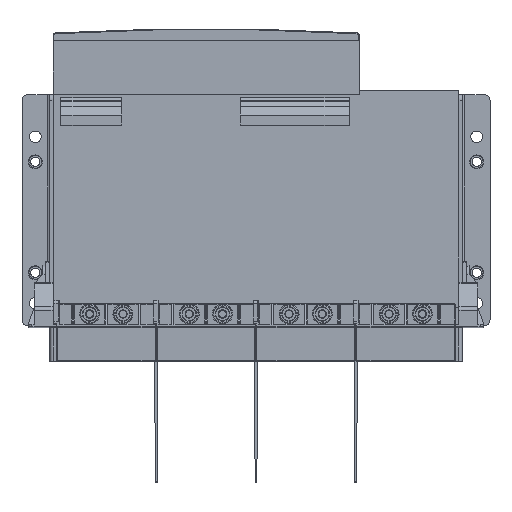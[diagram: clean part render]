
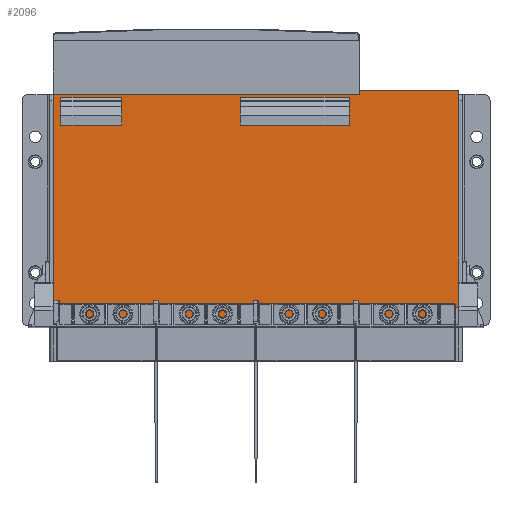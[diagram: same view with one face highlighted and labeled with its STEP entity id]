
A CAD part, top view. The second image highlights one B-rep face of the part: STEP entity #2096.
In plain terms, the highlighted planar face has unit normal (0, 0, 1).
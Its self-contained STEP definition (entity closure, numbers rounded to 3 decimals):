
#500=DIRECTION('',(-1.,0.,0.));
#501=VECTOR('',#500,366.);
#502=CARTESIAN_POINT('',(90.,0.,325.));
#503=LINE('',#502,#501);
#568=DIRECTION('',(0.,-1.,0.));
#569=VECTOR('',#568,214.);
#570=CARTESIAN_POINT('',(90.,214.,325.));
#571=LINE('',#570,#569);
#576=DIRECTION('',(0.,-1.,0.));
#577=VECTOR('',#576,3.);
#578=CARTESIAN_POINT('',(0.,214.,325.));
#579=LINE('',#578,#577);
#580=DIRECTION('',(-1.,0.,0.));
#581=VECTOR('',#580,90.);
#582=CARTESIAN_POINT('',(90.,214.,325.));
#583=LINE('',#582,#581);
#584=DIRECTION('',(0.,-1.,0.));
#585=VECTOR('',#584,211.);
#586=CARTESIAN_POINT('',(-276.,211.,325.));
#587=LINE('',#586,#585);
#588=DIRECTION('',(-1.,0.,0.));
#589=VECTOR('',#588,276.);
#590=CARTESIAN_POINT('',(0.,211.,325.));
#591=LINE('',#590,#589);
#1543=CARTESIAN_POINT('',(90.,0.,325.));
#1545=VERTEX_POINT('',#1543);
#1546=CARTESIAN_POINT('',(-276.,0.,325.));
#1547=VERTEX_POINT('',#1546);
#1578=CARTESIAN_POINT('',(0.,211.,325.));
#1579=VERTEX_POINT('',#1578);
#1580=CARTESIAN_POINT('',(0.,214.,325.));
#1581=VERTEX_POINT('',#1580);
#1583=CARTESIAN_POINT('',(90.,214.,325.));
#1585=VERTEX_POINT('',#1583);
#1588=CARTESIAN_POINT('',(-276.,211.,325.));
#1589=VERTEX_POINT('',#1588);
#2079=CARTESIAN_POINT('',(-276.,0.,325.));
#2080=DIRECTION('',(0.,0.,1.));
#2081=DIRECTION('',(1.,0.,0.));
#2082=AXIS2_PLACEMENT_3D('',#2079,#2080,#2081);
#2083=PLANE('',#2082);
#2085=ORIENTED_EDGE('',*,*,#2084,.F.);
#2087=ORIENTED_EDGE('',*,*,#2086,.F.);
#2088=ORIENTED_EDGE('',*,*,#2069,.T.);
#2089=ORIENTED_EDGE('',*,*,#2023,.T.);
#2091=ORIENTED_EDGE('',*,*,#2090,.F.);
#2093=ORIENTED_EDGE('',*,*,#2092,.F.);
#2094=EDGE_LOOP('',(#2085,#2087,#2088,#2089,#2091,#2093));
#2095=FACE_OUTER_BOUND('',#2094,.F.);
#2023=EDGE_CURVE('',#1545,#1547,#503,.T.);
#2069=EDGE_CURVE('',#1585,#1545,#571,.T.);
#2084=EDGE_CURVE('',#1581,#1579,#579,.T.);
#2086=EDGE_CURVE('',#1585,#1581,#583,.T.);
#2090=EDGE_CURVE('',#1589,#1547,#587,.T.);
#2092=EDGE_CURVE('',#1579,#1589,#591,.T.);
#2096=ADVANCED_FACE('',(#2095),#2083,.T.);
